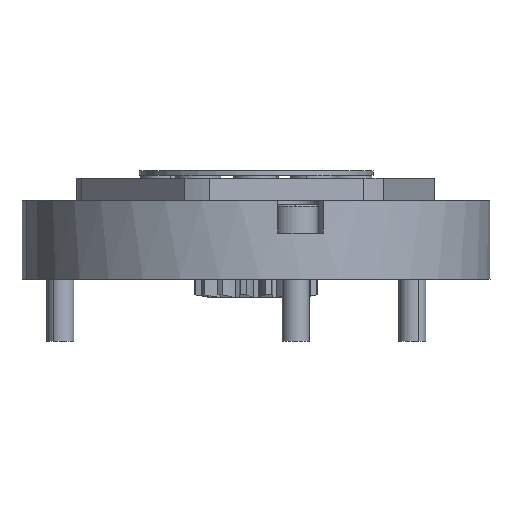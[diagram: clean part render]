
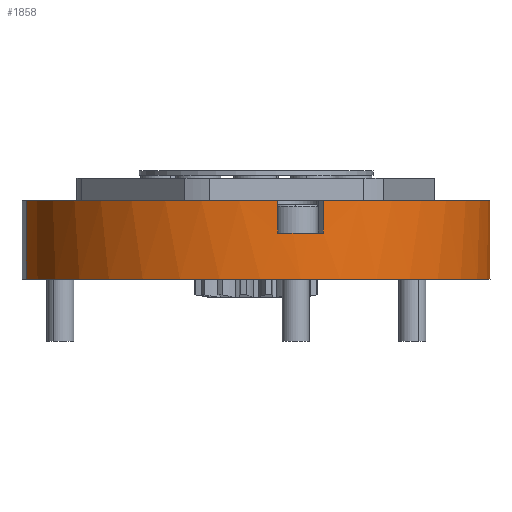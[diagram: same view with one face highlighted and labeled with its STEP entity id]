
A CAD part, front view. The second image highlights one B-rep face of the part: STEP entity #1858.
In plain terms, the highlighted cylindrical face has radius 41.275 mm (diameter 82.55 mm), a partial arc.
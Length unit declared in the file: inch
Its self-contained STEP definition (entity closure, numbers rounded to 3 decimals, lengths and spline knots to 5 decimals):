
#1739 = VERTEX_POINT ( 'NONE', #7901 ) ;
#1776 = VERTEX_POINT ( 'NONE', #7947 ) ;
#1785 = EDGE_CURVE ( 'NONE', #1739, #1776, #7991, .T. ) ;
#1786 = VERTEX_POINT ( 'NONE', #7984 ) ;
#1789 = EDGE_CURVE ( 'NONE', #1810, #1786, #7979, .T. ) ;
#1810 = VERTEX_POINT ( 'NONE', #8066 ) ;
#1821 = EDGE_CURVE ( 'NONE', #1850, #1836, #8051, .T. ) ;
#1825 = ORIENTED_EDGE ( 'NONE', *, *, #1851, .F. ) ;
#1834 = ORIENTED_EDGE ( 'NONE', *, *, #1789, .F. ) ;
#1835 = ORIENTED_EDGE ( 'NONE', *, *, #1821, .T. ) ;
#1836 = VERTEX_POINT ( 'NONE', #8091 ) ;
#1837 = ORIENTED_EDGE ( 'NONE', *, *, #1840, .T. ) ;
#1838 = ORIENTED_EDGE ( 'NONE', *, *, #1847, .F. ) ;
#1840 = EDGE_CURVE ( 'NONE', #1810, #1739, #8086, .T. ) ;
#1841 = ORIENTED_EDGE ( 'NONE', *, *, #1843, .F. ) ;
#1842 = VERTEX_POINT ( 'NONE', #8084 ) ;
#1843 = EDGE_CURVE ( 'NONE', #1844, #1776, #8085, .T. ) ;
#1844 = VERTEX_POINT ( 'NONE', #8078 ) ;
#1845 = ORIENTED_EDGE ( 'NONE', *, *, #1785, .T. ) ;
#1846 = ORIENTED_EDGE ( 'NONE', *, *, #1849, .F. ) ;
#1847 = EDGE_CURVE ( 'NONE', #1842, #1844, #8079, .T. ) ;
#1849 = EDGE_CURVE ( 'NONE', #1850, #1842, #8131, .T. ) ;
#1850 = VERTEX_POINT ( 'NONE', #8130 ) ;
#1851 = EDGE_CURVE ( 'NONE', #1786, #1836, #8093, .T. ) ;
#1852 = EDGE_LOOP ( 'NONE', ( #1834, #1837, #1845, #1841, #1838, #1846, #1835, #1825 ) ) ;
#1858 = ADVANCED_FACE ( 'NONE', ( #8117 ), #8122, .T. ) ;
#7901 = CARTESIAN_POINT ( 'NONE',  ( 1.625, 0., 0. ) ) ;
#7947 = CARTESIAN_POINT ( 'NONE',  ( 1.625, 0., 0.545 ) ) ;
#7978 = CARTESIAN_POINT ( 'NONE',  ( -1.625, 0., 0. ) ) ;
#7979 = LINE ( 'NONE', #7978, #8038 ) ;
#7984 = CARTESIAN_POINT ( 'NONE',  ( -1.625, 0., 0.545 ) ) ;
#7991 = LINE ( 'NONE', #8001, #7996 ) ;
#7995 = DIRECTION ( 'NONE',  ( 0., 0., 1. ) ) ;
#7996 = VECTOR ( 'NONE', #7995, 39.37008 ) ;
#8001 = CARTESIAN_POINT ( 'NONE',  ( 1.625, 0., 0. ) ) ;
#8037 = DIRECTION ( 'NONE',  ( 0., 0., 1. ) ) ;
#8038 = VECTOR ( 'NONE', #8037, 39.37008 ) ;
#8044 = CARTESIAN_POINT ( 'NONE',  ( 0., 0., 0.545 ) ) ;
#8045 = VECTOR ( 'NONE', #8103, 39.37008 ) ;
#8050 = CARTESIAN_POINT ( 'NONE',  ( -0.1625, -1.61685, 0.32 ) ) ;
#8051 = LINE ( 'NONE', #8050, #8045 ) ;
#8066 = CARTESIAN_POINT ( 'NONE',  ( -1.625, 0., 0. ) ) ;
#8071 = DIRECTION ( 'NONE',  ( 0., 0., 1. ) ) ;
#8072 = VECTOR ( 'NONE', #8071, 39.37008 ) ;
#8073 = CARTESIAN_POINT ( 'NONE',  ( 0.1625, -1.61685, 0.32 ) ) ;
#8074 = DIRECTION ( 'NONE',  ( 1., 0., 0. ) ) ;
#8075 = DIRECTION ( 'NONE',  ( 0., 0., 1. ) ) ;
#8076 = AXIS2_PLACEMENT_3D ( 'NONE', #8044, #8075, #8074 ) ;
#8077 = AXIS2_PLACEMENT_3D ( 'NONE', #8127, #8126, #8125 ) ;
#8078 = CARTESIAN_POINT ( 'NONE',  ( 0.1625, -1.61685, 0.545 ) ) ;
#8079 = LINE ( 'NONE', #8073, #8072 ) ;
#8080 = DIRECTION ( 'NONE',  ( 1., 0., 0. ) ) ;
#8081 = DIRECTION ( 'NONE',  ( 0., 0., 1. ) ) ;
#8082 = CARTESIAN_POINT ( 'NONE',  ( 0., 0., 0. ) ) ;
#8084 = CARTESIAN_POINT ( 'NONE',  ( 0.1625, -1.61685, 0.32 ) ) ;
#8085 = CIRCLE ( 'NONE', #8076, 1.625 ) ;
#8086 = CIRCLE ( 'NONE', #8092, 1.625 ) ;
#8091 = CARTESIAN_POINT ( 'NONE',  ( -0.1625, -1.61685, 0.545 ) ) ;
#8092 = AXIS2_PLACEMENT_3D ( 'NONE', #8082, #8081, #8080 ) ;
#8093 = CIRCLE ( 'NONE', #8124, 1.625 ) ;
#8103 = DIRECTION ( 'NONE',  ( 0., 0., 1. ) ) ;
#8106 = DIRECTION ( 'NONE',  ( 1., 0., 0. ) ) ;
#8107 = DIRECTION ( 'NONE',  ( 0., 0., 1. ) ) ;
#8108 = CARTESIAN_POINT ( 'NONE',  ( 0., 0., 0. ) ) ;
#8112 = AXIS2_PLACEMENT_3D ( 'NONE', #8108, #8107, #8106 ) ;
#8117 = FACE_OUTER_BOUND ( 'NONE', #1852, .T. ) ;
#8120 = DIRECTION ( 'NONE',  ( 1., 0., 0. ) ) ;
#8121 = DIRECTION ( 'NONE',  ( 0., 0., 1. ) ) ;
#8122 = CYLINDRICAL_SURFACE ( 'NONE', #8112, 1.625 ) ;
#8124 = AXIS2_PLACEMENT_3D ( 'NONE', #8129, #8121, #8120 ) ;
#8125 = DIRECTION ( 'NONE',  ( 1., 0., 0. ) ) ;
#8126 = DIRECTION ( 'NONE',  ( 0., 0., 1. ) ) ;
#8127 = CARTESIAN_POINT ( 'NONE',  ( 0., 0., 0.32 ) ) ;
#8129 = CARTESIAN_POINT ( 'NONE',  ( 0., 0., 0.545 ) ) ;
#8130 = CARTESIAN_POINT ( 'NONE',  ( -0.1625, -1.61685, 0.32 ) ) ;
#8131 = CIRCLE ( 'NONE', #8077, 1.625 ) ;
